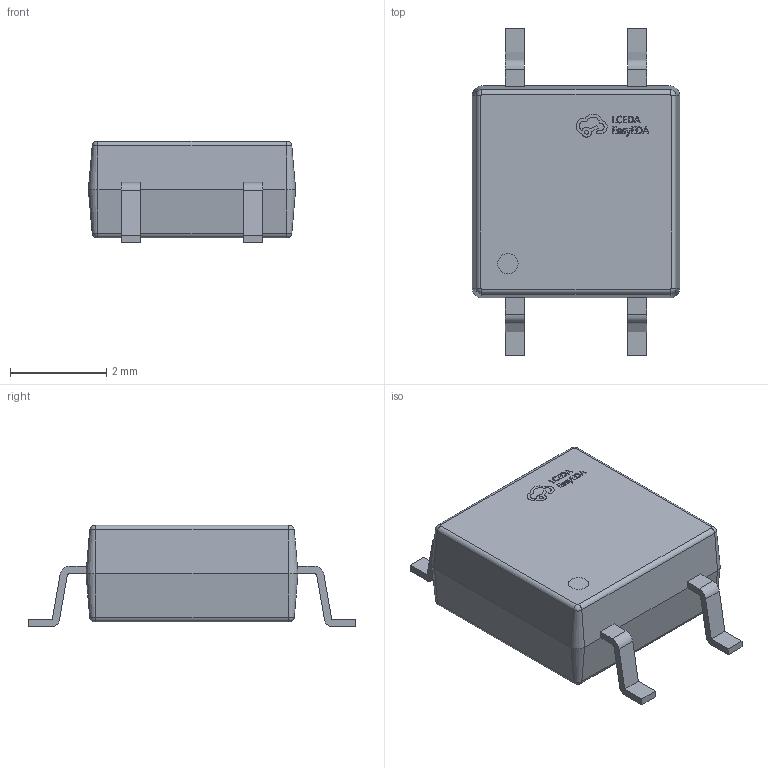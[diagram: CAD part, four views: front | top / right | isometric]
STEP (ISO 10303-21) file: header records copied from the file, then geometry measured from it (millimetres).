
FILE_DESCRIPTION (( 'STEP AP214' ), '1' );
FILE_NAME ('SOP-4_L4.4-W4.3-P2.54-LS6.8-BL.step', '2022-07-26T10:11:54', ( '' ), ( '' ), 'SwSTEP 2.0', 'SolidWorks 2020', '' );
FILE_SCHEMA (( 'AUTOMOTIVE_DESIGN' ));
Length unit declared in the file: millimetre
Products named in the file (1): SOP-4_L4.4-W4.3-P2.54-LS6.8-BL
Bounding box: 4.3 x 6.8 x 2.1 mm (x, y, z)
Volume: 36.7 mm3; surface area: 76.9 mm2
Topology: 14 solids, 14 shells, 375 faces, 985 edges, 646 vertices
Faces by surface type: plane 225, bspline 112, cylinder 22, cone 8, torus 8
Entity records: 16939 total; most frequent: CARTESIAN_POINT 4111, ORIENTED_EDGE 1970, DIRECTION 1349, EDGE_CURVE 985, LINE 693, VECTOR 693, VERTEX_POINT 646, EDGE_LOOP 395
